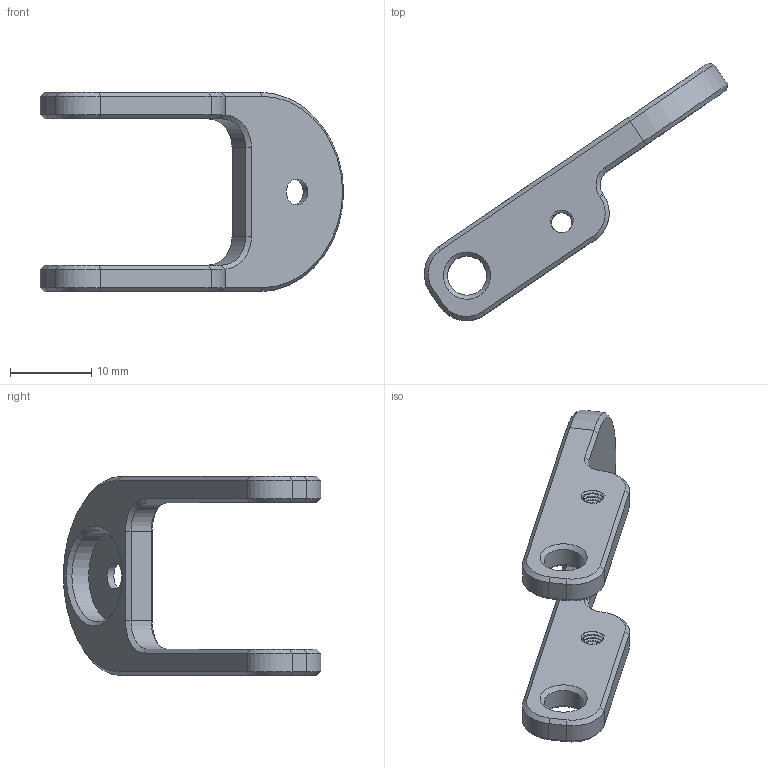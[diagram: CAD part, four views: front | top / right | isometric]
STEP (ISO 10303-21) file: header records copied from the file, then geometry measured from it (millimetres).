
FILE_DESCRIPTION(/* description */ (''),/* implementation_level */ '2;1');
FILE_NAME(/* name */ 'Shifter Base Top.step',/* time_stamp */ '2020-05-17T18:00:21-05:00',/* author */ (''),/* organization */ (''),/* preprocessor_version */ 'ST-DEVELOPER v18.1',/* originating_system */ 'Autodesk Translation Framework v9.3.0.1241',/* authorisation */ '');
FILE_SCHEMA (('AUTOMOTIVE_DESIGN { 1 0 10303 214 3 1 1 }'));
Length unit declared in the file: millimetre
Products named in the file (1): Base Top
Bounding box: 37.4 x 31.73 x 24.6 mm (x, y, z)
Volume: 2381.9 mm3; surface area: 2393 mm2
Topology: 1 solids, 1 shells, 103 faces, 301 edges, 201 vertices
Faces by surface type: plane 36, cylinder 34, cone 29, bspline 4
Full cylindrical faces by diameter (mm): 3.086 x12, 3.175 x1, 4.826 x2, 11.303 x1
Entity records: 13290 total; most frequent: CARTESIAN_POINT 10622, ORIENTED_EDGE 602, DIRECTION 478, EDGE_CURVE 301, VERTEX_POINT 201, AXIS2_PLACEMENT_3D 171, LINE 136, VECTOR 136
